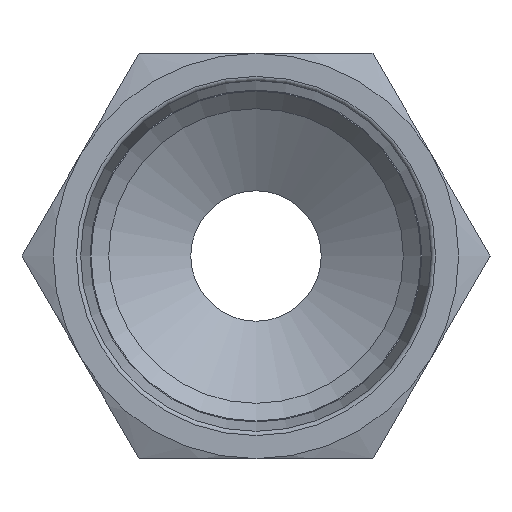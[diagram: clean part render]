
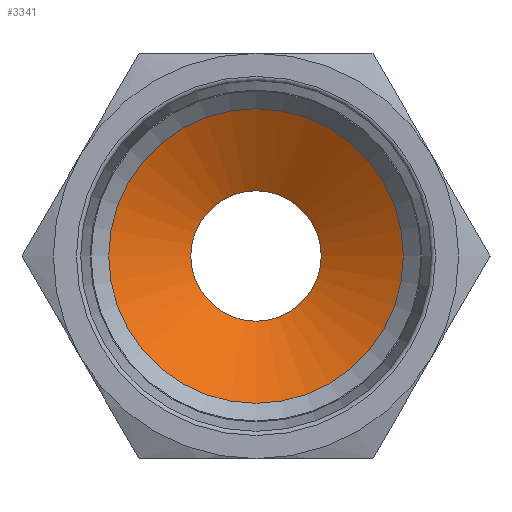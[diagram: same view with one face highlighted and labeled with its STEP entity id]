
A CAD part, left-side view. The second image highlights one B-rep face of the part: STEP entity #3341.
In plain terms, the highlighted free-form (B-spline) face has degree [1, 2] with [2, 9] control points.
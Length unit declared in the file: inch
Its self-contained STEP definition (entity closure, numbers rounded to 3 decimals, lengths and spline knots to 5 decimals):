
#3286=CARTESIAN_POINT('',(0.69,0.0,0.341));
#3287=VERTEX_POINT('',#3286);
#3288=CARTESIAN_POINT('',(0.69,0.0,0.0));
#3289=DIRECTION('',(-1.0,0.0,0.0));
#3290=DIRECTION('',(0.0,0.0,1.0));
#3291=AXIS2_PLACEMENT_3D('',#3288,#3289,#3290);
#3292=CIRCLE('',#3291,0.341);
#3293=EDGE_CURVE('',#3287,#3287,#3292,.T.);
#3301=CARTESIAN_POINT('',(0.69,0.,-0.341));
#3302=CARTESIAN_POINT('',(0.80416,0.,-0.151));
#3303=CARTESIAN_POINT('',(0.69,-0.341,-0.341));
#3304=CARTESIAN_POINT('',(0.80416,-0.151,-0.151));
#3305=CARTESIAN_POINT('',(0.69,-0.341,0.));
#3306=CARTESIAN_POINT('',(0.80416,-0.151,0.));
#3307=CARTESIAN_POINT('',(0.69,-0.341,0.341));
#3308=CARTESIAN_POINT('',(0.80416,-0.151,0.151));
#3309=CARTESIAN_POINT('',(0.69,0.,0.341));
#3310=CARTESIAN_POINT('',(0.80416,0.,0.151));
#3311=CARTESIAN_POINT('',(0.69,0.341,0.341));
#3312=CARTESIAN_POINT('',(0.80416,0.151,0.151));
#3313=CARTESIAN_POINT('',(0.69,0.341,0.));
#3314=CARTESIAN_POINT('',(0.80416,0.151,0.));
#3315=CARTESIAN_POINT('',(0.69,0.341,-0.341));
#3316=CARTESIAN_POINT('',(0.80416,0.151,-0.151));
#3317=CARTESIAN_POINT('',(0.69,0.,-0.341));
#3318=CARTESIAN_POINT('',(0.80416,0.,-0.151));
#3326=(BOUNDED_SURFACE()B_SPLINE_SURFACE(1,2,((#3301,#3303,#3305,#3307,#3309,#3311,#3313,#3315,#3317),(#3302,#3304,#3306,#3308,#3310,#3312,#3314,#3316,#3318)),.UNSPECIFIED.,.F.,.T.,.U.)B_SPLINE_SURFACE_WITH_KNOTS((2,2),(3,2,2,2,3),(-1.16663,0.13343),(0.0,0.26782,0.53564,0.80346,1.07128),.UNSPECIFIED.)GEOMETRIC_REPRESENTATION_ITEM()RATIONAL_B_SPLINE_SURFACE(((1.0,0.707,1.0,0.707,1.0,0.707,1.0,0.707,1.0),(1.0,0.707,1.0,0.707,1.0,0.707,1.0,0.707,1.0)))REPRESENTATION_ITEM('')SURFACE());
#3327=CARTESIAN_POINT('',(0.80416,0.151,0.));
#3328=VERTEX_POINT('',#3327);
#3329=CARTESIAN_POINT('',(0.80416,0.,0.));
#3330=DIRECTION('',(-1.0,0.0,0.0));
#3331=DIRECTION('',(0.0,-1.0,0.0));
#3332=AXIS2_PLACEMENT_3D('',#3329,#3330,#3331);
#3333=CIRCLE('',#3332,0.151);
#3334=EDGE_CURVE('',#3328,#3328,#3333,.T.);
#3335=ORIENTED_EDGE('',*,*,#3334,.F.);
#3336=EDGE_LOOP('',(#3335));
#3337=FACE_OUTER_BOUND('',#3336,.T.);
#3338=ORIENTED_EDGE('',*,*,#3293,.T.);
#3339=EDGE_LOOP('',(#3338));
#3340=FACE_BOUND('',#3339,.T.);
#3341=ADVANCED_FACE('',(#3337,#3340),#3326,.F.);
